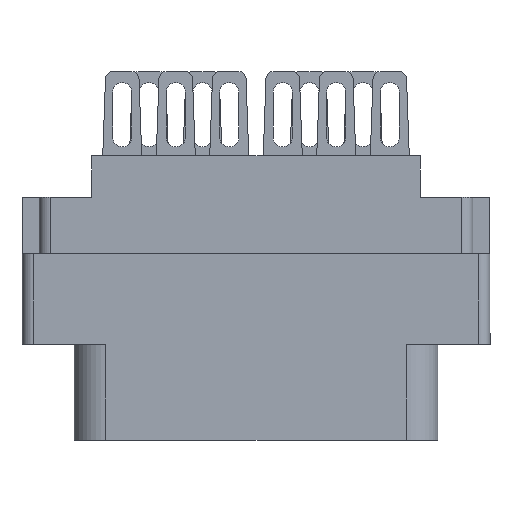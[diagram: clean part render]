
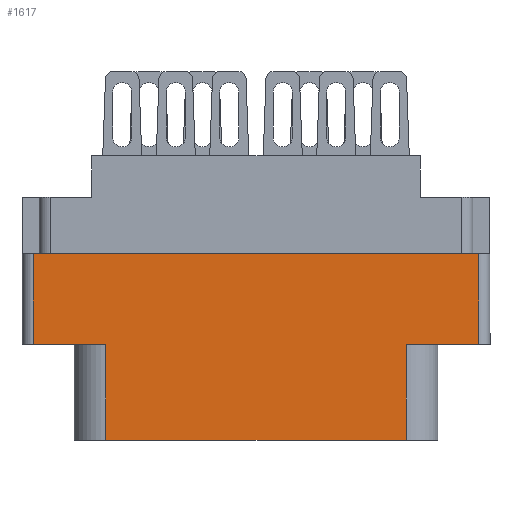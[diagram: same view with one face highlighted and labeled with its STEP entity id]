
A CAD part, front view. The second image highlights one B-rep face of the part: STEP entity #1617.
In plain terms, the highlighted planar face has unit normal (0, -1, 0).
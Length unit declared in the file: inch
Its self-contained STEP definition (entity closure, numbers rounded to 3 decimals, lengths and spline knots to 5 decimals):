
#72 = VERTEX_POINT ( 'NONE', #16803 ) ;
#722 = VERTEX_POINT ( 'NONE', #25855 ) ;
#922 = CARTESIAN_POINT ( 'NONE',  ( 0.42052, -0.343, -0.529 ) ) ;
#1204 = DIRECTION ( 'NONE',  ( 0., 0., 1. ) ) ;
#1423 = VECTOR ( 'NONE', #25841, 39.37008 ) ;
#1617 = ADVANCED_FACE ( 'NONE', ( #6836 ), #2770, .T. ) ;
#2093 = EDGE_CURVE ( 'NONE', #18857, #72, #18920, .T. ) ;
#2770 = PLANE ( 'NONE',  #23468 ) ;
#2866 = DIRECTION ( 'NONE',  ( 1., 0., 0. ) ) ;
#2992 = LINE ( 'NONE', #922, #21494 ) ;
#3126 = VERTEX_POINT ( 'NONE', #21619 ) ;
#3177 = CARTESIAN_POINT ( 'NONE',  ( 0., -0.343, -0.529 ) ) ;
#4134 = EDGE_CURVE ( 'NONE', #72, #722, #24953, .T. ) ;
#4177 = CARTESIAN_POINT ( 'NONE',  ( 0.42052, -0.343, -0.798 ) ) ;
#4558 = LINE ( 'NONE', #17385, #27205 ) ;
#5065 = CARTESIAN_POINT ( 'NONE',  ( -0.656, -0.343, -0.798 ) ) ;
#5125 = DIRECTION ( 'NONE',  ( 1., 0., 0. ) ) ;
#5522 = LINE ( 'NONE', #5065, #11680 ) ;
#6679 = EDGE_CURVE ( 'NONE', #722, #7037, #4558, .T. ) ;
#6836 = FACE_OUTER_BOUND ( 'NONE', #28441, .T. ) ;
#7037 = VERTEX_POINT ( 'NONE', #17227 ) ;
#7629 = CARTESIAN_POINT ( 'NONE',  ( 0.624, -0.343, -0.798 ) ) ;
#8379 = CARTESIAN_POINT ( 'NONE',  ( -0.624, -0.343, -0.798 ) ) ;
#8976 = ORIENTED_EDGE ( 'NONE', *, *, #17304, .T. ) ;
#9272 = DIRECTION ( 'NONE',  ( 0., -1., 0. ) ) ;
#10136 = CARTESIAN_POINT ( 'NONE',  ( 0.624, -0.343, -0.529 ) ) ;
#10176 = ORIENTED_EDGE ( 'NONE', *, *, #17404, .T. ) ;
#10247 = VECTOR ( 'NONE', #17503, 39.37008 ) ;
#10827 = CARTESIAN_POINT ( 'NONE',  ( 0.624, -0.343, -0.274 ) ) ;
#10877 = ORIENTED_EDGE ( 'NONE', *, *, #6679, .T. ) ;
#11680 = VECTOR ( 'NONE', #2866, 39.37008 ) ;
#11914 = VECTOR ( 'NONE', #1204, 39.37008 ) ;
#11996 = EDGE_CURVE ( 'NONE', #7037, #22641, #5522, .T. ) ;
#12257 = ORIENTED_EDGE ( 'NONE', *, *, #11996, .T. ) ;
#12421 = ORIENTED_EDGE ( 'NONE', *, *, #16492, .F. ) ;
#12603 = EDGE_CURVE ( 'NONE', #18857, #15791, #22978, .T. ) ;
#13082 = CARTESIAN_POINT ( 'NONE',  ( 0., -0.343, -0.529 ) ) ;
#13401 = DIRECTION ( 'NONE',  ( 0., 0., -1. ) ) ;
#14013 = DIRECTION ( 'NONE',  ( 1., 0., 0. ) ) ;
#14935 = ORIENTED_EDGE ( 'NONE', *, *, #2093, .T. ) ;
#15791 = VERTEX_POINT ( 'NONE', #10827 ) ;
#16073 = CARTESIAN_POINT ( 'NONE',  ( 0., -0.343, -0.274 ) ) ;
#16383 = VERTEX_POINT ( 'NONE', #10136 ) ;
#16492 = EDGE_CURVE ( 'NONE', #16383, #3126, #26021, .T. ) ;
#16803 = CARTESIAN_POINT ( 'NONE',  ( -0.624, -0.343, -0.529 ) ) ;
#17227 = CARTESIAN_POINT ( 'NONE',  ( -0.42052, -0.343, -0.798 ) ) ;
#17304 = EDGE_CURVE ( 'NONE', #22641, #3126, #2992, .T. ) ;
#17385 = CARTESIAN_POINT ( 'NONE',  ( -0.42052, -0.343, -0.798 ) ) ;
#17404 = EDGE_CURVE ( 'NONE', #16383, #15791, #24249, .T. ) ;
#17503 = DIRECTION ( 'NONE',  ( -1., 0., 0. ) ) ;
#18660 = DIRECTION ( 'NONE',  ( 0., 0., 1. ) ) ;
#18857 = VERTEX_POINT ( 'NONE', #23809 ) ;
#18920 = LINE ( 'NONE', #8379, #1423 ) ;
#19342 = ORIENTED_EDGE ( 'NONE', *, *, #12603, .F. ) ;
#19681 = DIRECTION ( 'NONE',  ( 0., 0., -1. ) ) ;
#20392 = CARTESIAN_POINT ( 'NONE',  ( -0.656, -0.343, -0.798 ) ) ;
#21494 = VECTOR ( 'NONE', #18660, 39.37008 ) ;
#21602 = VECTOR ( 'NONE', #5125, 39.37008 ) ;
#21619 = CARTESIAN_POINT ( 'NONE',  ( 0.42052, -0.343, -0.529 ) ) ;
#22641 = VERTEX_POINT ( 'NONE', #4177 ) ;
#22978 = LINE ( 'NONE', #16073, #21602 ) ;
#23468 = AXIS2_PLACEMENT_3D ( 'NONE', #20392, #9272, #13401 ) ;
#23809 = CARTESIAN_POINT ( 'NONE',  ( -0.624, -0.343, -0.274 ) ) ;
#24249 = LINE ( 'NONE', #7629, #11914 ) ;
#24253 = VECTOR ( 'NONE', #14013, 39.37008 ) ;
#24953 = LINE ( 'NONE', #3177, #24253 ) ;
#25841 = DIRECTION ( 'NONE',  ( 0., 0., -1. ) ) ;
#25855 = CARTESIAN_POINT ( 'NONE',  ( -0.42052, -0.343, -0.529 ) ) ;
#26021 = LINE ( 'NONE', #13082, #10247 ) ;
#27205 = VECTOR ( 'NONE', #19681, 39.37008 ) ;
#27736 = ORIENTED_EDGE ( 'NONE', *, *, #4134, .T. ) ;
#28441 = EDGE_LOOP ( 'NONE', ( #19342, #14935, #27736, #10877, #12257, #8976, #12421, #10176 ) ) ;
